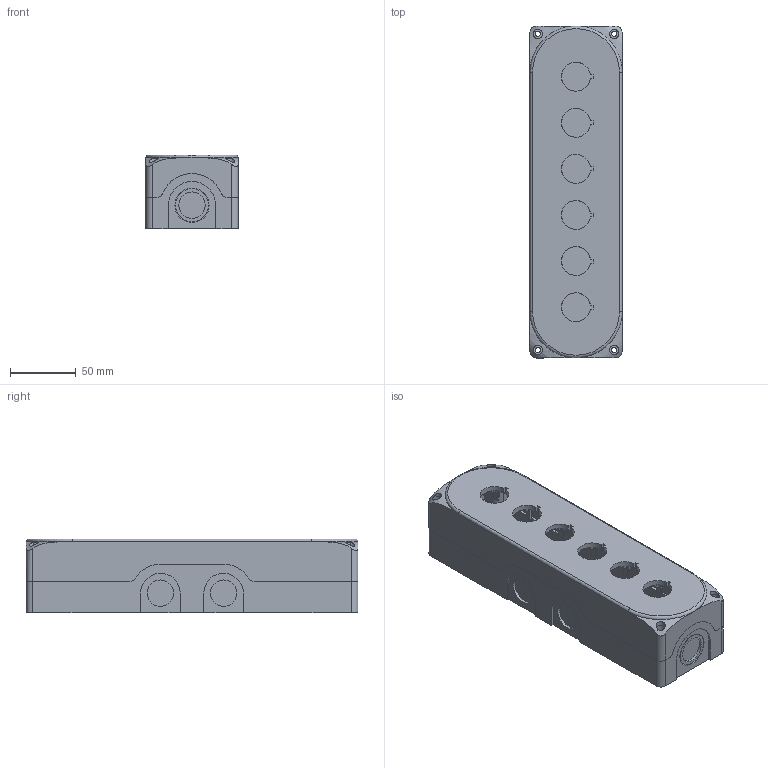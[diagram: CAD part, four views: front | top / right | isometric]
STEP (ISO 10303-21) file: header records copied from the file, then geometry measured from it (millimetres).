
FILE_DESCRIPTION((''),'2;1');
FILE_NAME('3d_LPZP6A8.stp','2014-07-09T09:41:51',(''),(''),'Mechanical Desktop 2011','Mechanical Desktop 2011',', , ');
FILE_SCHEMA(('CONFIG_CONTROL_DESIGN'));
Length unit declared in the file: millimetre
Products named in the file (1): Product
Bounding box: 70 x 252 x 56 mm (x, y, z)
Volume: 255184.2 mm3; surface area: 163016.2 mm2
Topology: 2 solids, 2 shells, 1098 faces, 3071 edges, 2040 vertices
Faces by surface type: plane 877, cylinder 176, bspline 43, torus 2
Entity records: 35864 total; most frequent: CARTESIAN_POINT 7169, ORIENTED_EDGE 6142, DIRECTION 5604, EDGE_CURVE 3071, VECTOR 2602, LINE 2602, VERTEX_POINT 2040, AXIS2_PLACEMENT_3D 1501
